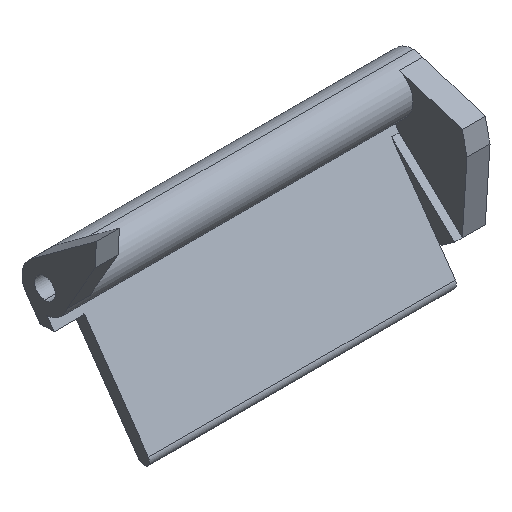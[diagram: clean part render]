
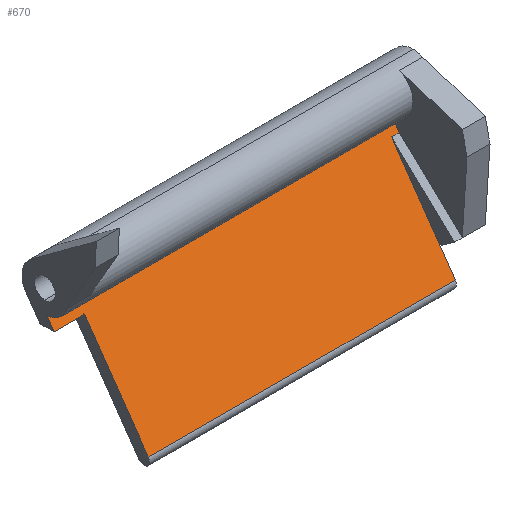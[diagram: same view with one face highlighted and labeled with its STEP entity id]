
A CAD part, isometric view. The second image highlights one B-rep face of the part: STEP entity #670.
In plain terms, the highlighted planar face has unit normal (0, -0.822, 0.57).
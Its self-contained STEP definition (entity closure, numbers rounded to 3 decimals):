
#5 = CARTESIAN_POINT ( 'NONE',  ( 12., -0.594, -2.166 ) ) ;
#6 = ORIENTED_EDGE ( 'NONE', *, *, #778, .T. ) ;
#10 = DIRECTION ( 'NONE',  ( 1., 0., 0. ) ) ;
#12 = ORIENTED_EDGE ( 'NONE', *, *, #146, .T. ) ;
#21 = EDGE_CURVE ( 'NONE', #246, #191, #634, .T. ) ;
#28 = DIRECTION ( 'NONE',  ( -1., 0., 0. ) ) ;
#49 = DIRECTION ( 'NONE',  ( 1., 0., 0. ) ) ;
#55 = LINE ( 'NONE', #171, #516 ) ;
#69 = DIRECTION ( 'NONE',  ( 0., -0.57, -0.822 ) ) ;
#73 = LINE ( 'NONE', #317, #771 ) ;
#89 = LINE ( 'NONE', #93, #437 ) ;
#93 = CARTESIAN_POINT ( 'NONE',  ( 10.003, 0.613, -0.425 ) ) ;
#115 = CARTESIAN_POINT ( 'NONE',  ( 10.003, -3.75, -6.716 ) ) ;
#116 = FACE_OUTER_BOUND ( 'NONE', #603, .T. ) ;
#117 = LINE ( 'NONE', #194, #389 ) ;
#129 = LINE ( 'NONE', #258, #489 ) ;
#143 = CARTESIAN_POINT ( 'NONE',  ( -10.003, -4.75, -8.159 ) ) ;
#144 = VERTEX_POINT ( 'NONE', #115 ) ;
#146 = EDGE_CURVE ( 'NONE', #687, #243, #55, .T. ) ;
#171 = CARTESIAN_POINT ( 'NONE',  ( 12., -0.594, -2.166 ) ) ;
#178 = DIRECTION ( 'NONE',  ( 0., 0.57, 0.822 ) ) ;
#191 = VERTEX_POINT ( 'NONE', #714 ) ;
#194 = CARTESIAN_POINT ( 'NONE',  ( 12., -4.75, -8.159 ) ) ;
#199 = CARTESIAN_POINT ( 'NONE',  ( -12., 0.613, -0.425 ) ) ;
#240 = DIRECTION ( 'NONE',  ( 0., -0.822, 0.57 ) ) ;
#243 = VERTEX_POINT ( 'NONE', #587 ) ;
#244 = CARTESIAN_POINT ( 'NONE',  ( -12., -0.594, -2.166 ) ) ;
#246 = VERTEX_POINT ( 'NONE', #527 ) ;
#250 = VECTOR ( 'NONE', #547, 1000. ) ;
#258 = CARTESIAN_POINT ( 'NONE',  ( -10.003, 0.613, -0.425 ) ) ;
#281 = DIRECTION ( 'NONE',  ( 0., 0.57, 0.822 ) ) ;
#298 = EDGE_CURVE ( 'NONE', #483, #246, #482, .T. ) ;
#305 = VERTEX_POINT ( 'NONE', #486 ) ;
#314 = VERTEX_POINT ( 'NONE', #658 ) ;
#316 = EDGE_CURVE ( 'NONE', #452, #305, #117, .T. ) ;
#317 = CARTESIAN_POINT ( 'NONE',  ( 10.003, 0.613, -0.425 ) ) ;
#343 = EDGE_CURVE ( 'NONE', #243, #452, #129, .T. ) ;
#363 = VECTOR ( 'NONE', #281, 1000. ) ;
#370 = ORIENTED_EDGE ( 'NONE', *, *, #721, .T. ) ;
#382 = LINE ( 'NONE', #739, #629 ) ;
#389 = VECTOR ( 'NONE', #10, 1000. ) ;
#394 = EDGE_CURVE ( 'NONE', #687, #314, #557, .T. ) ;
#419 = EDGE_CURVE ( 'NONE', #305, #144, #89, .T. ) ;
#437 = VECTOR ( 'NONE', #678, 1000. ) ;
#452 = VERTEX_POINT ( 'NONE', #143 ) ;
#481 = PLANE ( 'NONE',  #503 ) ;
#482 = LINE ( 'NONE', #5, #691 ) ;
#483 = VERTEX_POINT ( 'NONE', #559 ) ;
#486 = CARTESIAN_POINT ( 'NONE',  ( 10.003, -4.75, -8.159 ) ) ;
#489 = VECTOR ( 'NONE', #69, 1000. ) ;
#491 = ORIENTED_EDGE ( 'NONE', *, *, #21, .T. ) ;
#492 = CARTESIAN_POINT ( 'NONE',  ( 12., 0.613, -0.425 ) ) ;
#503 = AXIS2_PLACEMENT_3D ( 'NONE', #492, #240, #777 ) ;
#512 = CARTESIAN_POINT ( 'NONE',  ( 10.5, -0.129, -1.494 ) ) ;
#516 = VECTOR ( 'NONE', #49, 1000. ) ;
#527 = CARTESIAN_POINT ( 'NONE',  ( 10.5, -0.594, -2.166 ) ) ;
#547 = DIRECTION ( 'NONE',  ( 0., 0.57, 0.822 ) ) ;
#557 = LINE ( 'NONE', #199, #250 ) ;
#559 = CARTESIAN_POINT ( 'NONE',  ( 10.003, -0.594, -2.166 ) ) ;
#563 = ORIENTED_EDGE ( 'NONE', *, *, #394, .F. ) ;
#581 = ORIENTED_EDGE ( 'NONE', *, *, #298, .T. ) ;
#587 = CARTESIAN_POINT ( 'NONE',  ( -10.003, -0.594, -2.166 ) ) ;
#603 = EDGE_LOOP ( 'NONE', ( #581, #491, #6, #563, #12, #617, #766, #696, #370 ) ) ;
#617 = ORIENTED_EDGE ( 'NONE', *, *, #343, .T. ) ;
#629 = VECTOR ( 'NONE', #28, 1000. ) ;
#634 = LINE ( 'NONE', #512, #363 ) ;
#658 = CARTESIAN_POINT ( 'NONE',  ( -12., -0.129, -1.494 ) ) ;
#670 = ADVANCED_FACE ( 'NONE', ( #116 ), #481, .T. ) ;
#678 = DIRECTION ( 'NONE',  ( 0., 0.57, 0.822 ) ) ;
#687 = VERTEX_POINT ( 'NONE', #244 ) ;
#691 = VECTOR ( 'NONE', #740, 1000. ) ;
#696 = ORIENTED_EDGE ( 'NONE', *, *, #419, .T. ) ;
#714 = CARTESIAN_POINT ( 'NONE',  ( 10.5, -0.129, -1.494 ) ) ;
#721 = EDGE_CURVE ( 'NONE', #144, #483, #73, .T. ) ;
#739 = CARTESIAN_POINT ( 'NONE',  ( 12., -0.129, -1.494 ) ) ;
#740 = DIRECTION ( 'NONE',  ( 1., 0., 0. ) ) ;
#766 = ORIENTED_EDGE ( 'NONE', *, *, #316, .T. ) ;
#771 = VECTOR ( 'NONE', #178, 1000. ) ;
#777 = DIRECTION ( 'NONE',  ( 0., -0.57, -0.822 ) ) ;
#778 = EDGE_CURVE ( 'NONE', #191, #314, #382, .T. ) ;
